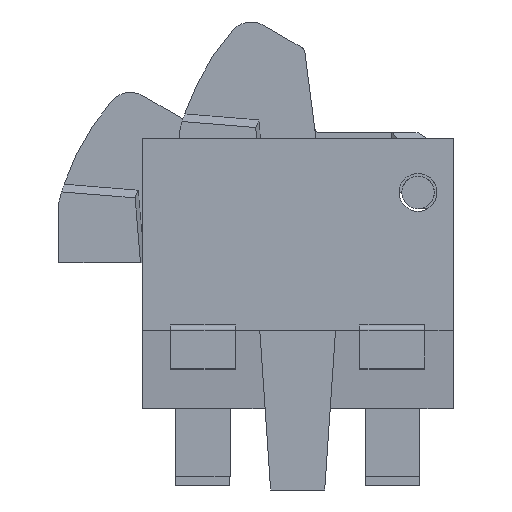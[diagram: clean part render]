
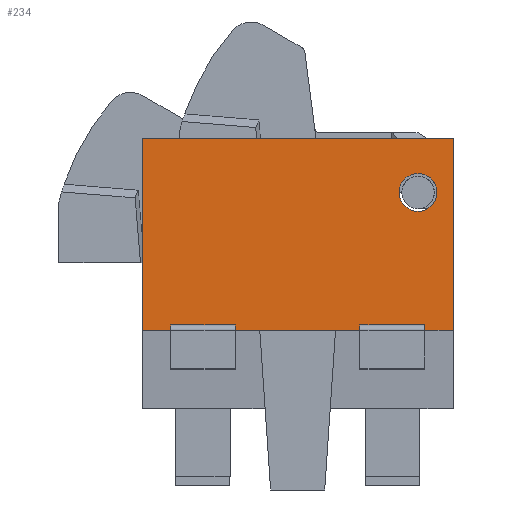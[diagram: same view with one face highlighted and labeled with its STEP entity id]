
A CAD part, front view. The second image highlights one B-rep face of the part: STEP entity #234.
In plain terms, the highlighted planar face has unit normal (0, -1, 0).
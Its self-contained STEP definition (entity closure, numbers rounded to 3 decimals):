
#234 = ADVANCED_FACE( '', ( #537, #538 ), #539, .F. );
#537 = FACE_OUTER_BOUND( '', #948, .T. );
#538 = FACE_BOUND( '', #949, .T. );
#539 = PLANE( '', #950 );
#948 = EDGE_LOOP( '', ( #1455, #1456, #1457, #1458, #1459, #1460, #1461, #1462, #1463, #1464, #1465, #1466 ) );
#949 = EDGE_LOOP( '', ( #1467 ) );
#950 = AXIS2_PLACEMENT_3D( '', #1468, #1469, #1470 );
#1455 = ORIENTED_EDGE( '', *, *, #2524, .T. );
#1456 = ORIENTED_EDGE( '', *, *, #2525, .F. );
#1457 = ORIENTED_EDGE( '', *, *, #2526, .F. );
#1458 = ORIENTED_EDGE( '', *, *, #2527, .T. );
#1459 = ORIENTED_EDGE( '', *, *, #2528, .T. );
#1460 = ORIENTED_EDGE( '', *, *, #2529, .F. );
#1461 = ORIENTED_EDGE( '', *, *, #2530, .T. );
#1462 = ORIENTED_EDGE( '', *, *, #2531, .T. );
#1463 = ORIENTED_EDGE( '', *, *, #2532, .T. );
#1464 = ORIENTED_EDGE( '', *, *, #2533, .T. );
#1465 = ORIENTED_EDGE( '', *, *, #2534, .T. );
#1466 = ORIENTED_EDGE( '', *, *, #2535, .T. );
#1467 = ORIENTED_EDGE( '', *, *, #2536, .T. );
#1468 = CARTESIAN_POINT( '', ( -2.87, -2., 2.3 ) );
#1469 = DIRECTION( '', ( 0., 1., 0. ) );
#1470 = DIRECTION( '', ( 0., 0., 1. ) );
#2524 = EDGE_CURVE( '', #3054, #3055, #3056, .T. );
#2525 = EDGE_CURVE( '', #3057, #3055, #3058, .T. );
#2526 = EDGE_CURVE( '', #3059, #3057, #3060, .T. );
#2527 = EDGE_CURVE( '', #3059, #3061, #3062, .T. );
#2528 = EDGE_CURVE( '', #3061, #3063, #3064, .T. );
#2529 = EDGE_CURVE( '', #3065, #3063, #3066, .T. );
#2530 = EDGE_CURVE( '', #3065, #3067, #3068, .T. );
#2531 = EDGE_CURVE( '', #3067, #3069, #3070, .T. );
#2532 = EDGE_CURVE( '', #3069, #3071, #3072, .T. );
#2533 = EDGE_CURVE( '', #3071, #3073, #3074, .T. );
#2534 = EDGE_CURVE( '', #3073, #3075, #3076, .T. );
#2535 = EDGE_CURVE( '', #3075, #3054, #3077, .T. );
#2536 = EDGE_CURVE( '', #3078, #3078, #3079, .T. );
#3054 = VERTEX_POINT( '', #3793 );
#3055 = VERTEX_POINT( '', #3794 );
#3056 = LINE( '', #3795, #3796 );
#3057 = VERTEX_POINT( '', #3797 );
#3058 = LINE( '', #3798, #3799 );
#3059 = VERTEX_POINT( '', #3800 );
#3060 = LINE( '', #3801, #3802 );
#3061 = VERTEX_POINT( '', #3803 );
#3062 = LINE( '', #3804, #3805 );
#3063 = VERTEX_POINT( '', #3806 );
#3064 = LINE( '', #3807, #3808 );
#3065 = VERTEX_POINT( '', #3809 );
#3066 = LINE( '', #3810, #3811 );
#3067 = VERTEX_POINT( '', #3812 );
#3068 = LINE( '', #3813, #3814 );
#3069 = VERTEX_POINT( '', #3815 );
#3070 = LINE( '', #3816, #3817 );
#3071 = VERTEX_POINT( '', #3818 );
#3072 = LINE( '', #3819, #3820 );
#3073 = VERTEX_POINT( '', #3821 );
#3074 = LINE( '', #3822, #3823 );
#3075 = VERTEX_POINT( '', #3824 );
#3076 = LINE( '', #3825, #3826 );
#3077 = LINE( '', #3827, #3828 );
#3078 = VERTEX_POINT( '', #3829 );
#3079 = CIRCLE( '', #3830, 0.35 );
#3793 = CARTESIAN_POINT( '', ( -2.87, -2., -1.25 ) );
#3794 = CARTESIAN_POINT( '', ( -2.345, -2., -1.25 ) );
#3795 = CARTESIAN_POINT( '', ( -4.998, -2., -1.25 ) );
#3796 = VECTOR( '', #4550, 1000. );
#3797 = CARTESIAN_POINT( '', ( -2.345, -2., -1.15 ) );
#3798 = CARTESIAN_POINT( '', ( -2.345, -2., -1.15 ) );
#3799 = VECTOR( '', #4551, 1000. );
#3800 = CARTESIAN_POINT( '', ( -1.145, -2., -1.15 ) );
#3801 = CARTESIAN_POINT( '', ( -2.345, -2., -1.15 ) );
#3802 = VECTOR( '', #4552, 1000. );
#3803 = CARTESIAN_POINT( '', ( -1.145, -2., -1.25 ) );
#3804 = CARTESIAN_POINT( '', ( -1.145, -2., -1.15 ) );
#3805 = VECTOR( '', #4553, 1000. );
#3806 = CARTESIAN_POINT( '', ( 1.155, -2., -1.25 ) );
#3807 = CARTESIAN_POINT( '', ( -4.998, -2., -1.25 ) );
#3808 = VECTOR( '', #4554, 1000. );
#3809 = CARTESIAN_POINT( '', ( 1.155, -2., -1.15 ) );
#3810 = CARTESIAN_POINT( '', ( 1.155, -2., -1.15 ) );
#3811 = VECTOR( '', #4555, 1000. );
#3812 = CARTESIAN_POINT( '', ( 2.355, -2., -1.15 ) );
#3813 = CARTESIAN_POINT( '', ( 1.155, -2., -1.15 ) );
#3814 = VECTOR( '', #4556, 1000. );
#3815 = CARTESIAN_POINT( '', ( 2.355, -2., -1.25 ) );
#3816 = CARTESIAN_POINT( '', ( 2.355, -2., -1.15 ) );
#3817 = VECTOR( '', #4557, 1000. );
#3818 = CARTESIAN_POINT( '', ( 2.88, -2., -1.25 ) );
#3819 = CARTESIAN_POINT( '', ( -4.998, -2., -1.25 ) );
#3820 = VECTOR( '', #4558, 1000. );
#3821 = CARTESIAN_POINT( '', ( 2.88, -2., 2.3 ) );
#3822 = CARTESIAN_POINT( '', ( 2.88, -2., -2.7 ) );
#3823 = VECTOR( '', #4559, 1000. );
#3824 = CARTESIAN_POINT( '', ( -2.87, -2., 2.3 ) );
#3825 = CARTESIAN_POINT( '', ( 2.88, -2., 2.3 ) );
#3826 = VECTOR( '', #4560, 1000. );
#3827 = CARTESIAN_POINT( '', ( -2.87, -2., 2.3 ) );
#3828 = VECTOR( '', #4561, 1000. );
#3829 = CARTESIAN_POINT( '', ( 2.58, -2., 1.3 ) );
#3830 = AXIS2_PLACEMENT_3D( '', #4562, #4563, #4564 );
#4550 = DIRECTION( '', ( 1., 0., 0. ) );
#4551 = DIRECTION( '', ( 0., 0., -1. ) );
#4552 = DIRECTION( '', ( -1., 0., 0. ) );
#4553 = DIRECTION( '', ( 0., 0., -1. ) );
#4554 = DIRECTION( '', ( 1., 0., 0. ) );
#4555 = DIRECTION( '', ( 0., 0., -1. ) );
#4556 = DIRECTION( '', ( 1., 0., 0. ) );
#4557 = DIRECTION( '', ( 0., 0., -1. ) );
#4558 = DIRECTION( '', ( 1., 0., 0. ) );
#4559 = DIRECTION( '', ( 0., 0., 1. ) );
#4560 = DIRECTION( '', ( -1., 0., 0. ) );
#4561 = DIRECTION( '', ( 0., 0., -1. ) );
#4562 = CARTESIAN_POINT( '', ( 2.23, -2., 1.3 ) );
#4563 = DIRECTION( '', ( 0., 1., 0. ) );
#4564 = DIRECTION( '', ( 1., 0., 0. ) );
